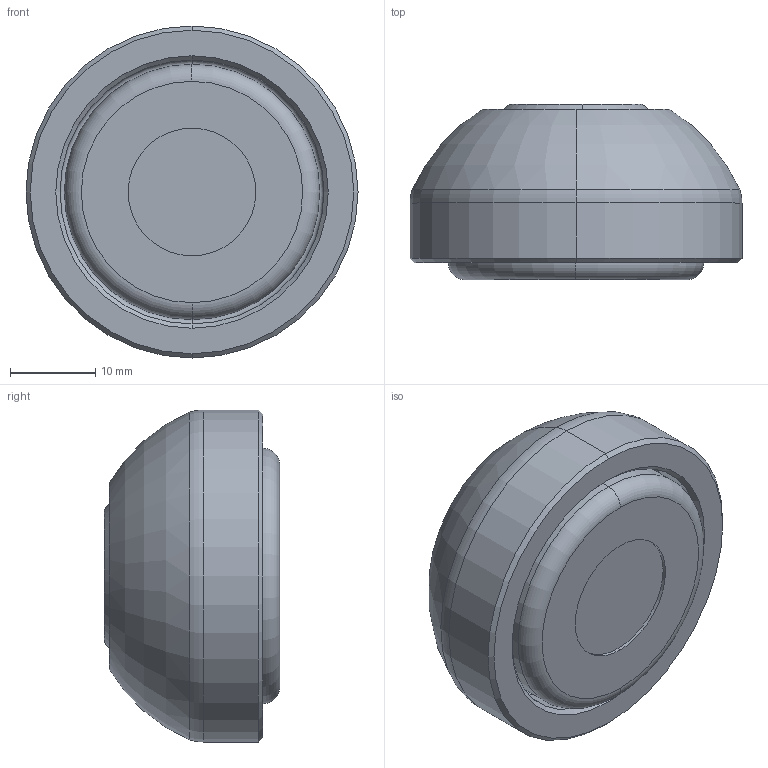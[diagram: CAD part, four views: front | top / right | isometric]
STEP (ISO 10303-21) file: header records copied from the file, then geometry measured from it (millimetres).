
FILE_DESCRIPTION (( 'STEP AP214' ), '1' );
FILE_NAME ('098d040eg.STEP', '2014-08-11T12:02:16', ( '' ), ( '' ), 'SwSTEP 2.0', 'SolidWorks 2014', '' );
FILE_SCHEMA (( 'AUTOMOTIVE_DESIGN' ));
Length unit declared in the file: millimetre
Products named in the file (4): 098xd3_Standard; 098dg040_Standard; 098d040e_040 er; 098d040eg
Assembly tree (3 placements, depth 2):
  098d040eg
    098d040e_040 er
    098dg040_Standard
    098xd3_Standard
Bounding box: 39 x 20.61 x 39 mm (x, y, z)
Volume: 17513.2 mm3; surface area: 8033.2 mm2
Topology: 3 solids, 3 shells, 72 faces, 140 edges, 81 vertices
Faces by surface type: torus 24, cylinder 24, plane 12, cone 10, sphere 2
Entity records: 2034 total; most frequent: DIRECTION 402, CARTESIAN_POINT 299, ORIENTED_EDGE 280, AXIS2_PLACEMENT_3D 184, EDGE_CURVE 140, CIRCLE 106, EDGE_LOOP 81, VERTEX_POINT 81
